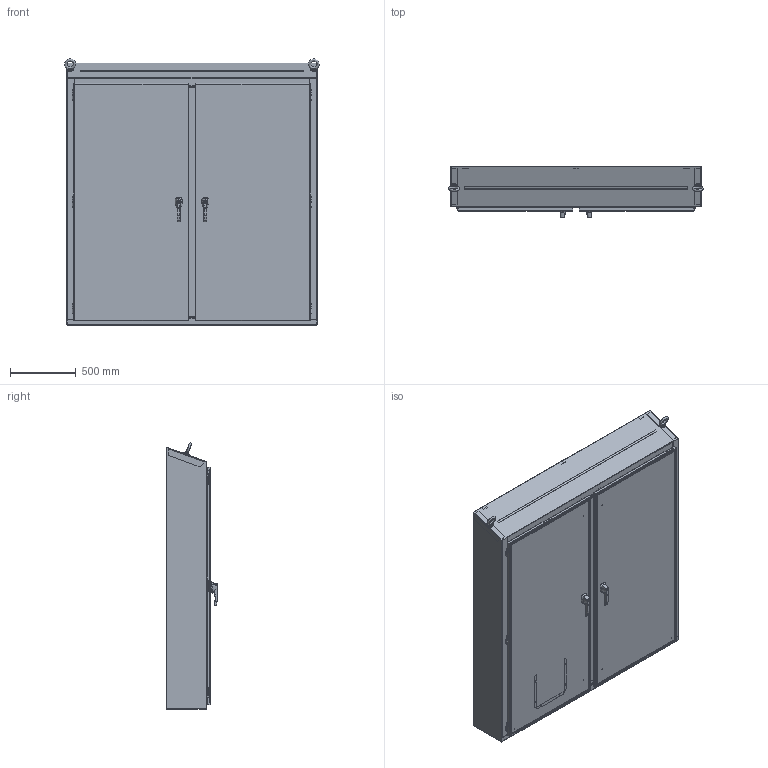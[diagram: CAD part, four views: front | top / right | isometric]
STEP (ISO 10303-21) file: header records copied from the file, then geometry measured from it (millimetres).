
FILE_DESCRIPTION (( 'STEP AP203' ), '1' );
FILE_NAME ('2STFS747512S16.step', '2020-11-12T20:05:42', ( 'ADC123' ), ( 'Microsoft' ), 'SwSTEP 2.0', 'SolidWorks 2019', '' );
FILE_SCHEMA (( 'CONFIG_CONTROL_DESIGN' ));
Length unit declared in the file: inch
Products named in the file (1): 2STFS747512S16
Bounding box: 1938.21 x 393.46 x 2026.65 mm (x, y, z)
Volume: 39564843.5 mm3; surface area: 30862781.5 mm2
Topology: 146 solids, 148 shells, 2404 faces, 5847 edges, 3754 vertices
Faces by surface type: plane 1417, cylinder 729, bspline 132, cone 126
Full cylindrical faces by diameter (mm): 4.394 x2, 4.976 x4, 4.978 x3, 5.105 x6, 5.893 x2, 5.918 x2, 6.248 x6, 6.35 x30, 6.528 x8, 7.112 x8, 7.137 x10, 7.442 x6, 7.805 x8, 7.937 x2, 7.938 x2, 7.95 x16, 8.128 x2, 8.255 x2, 8.331 x6, 8.433 x8, 8.484 x2, 8.89 x2, 9.398 x4, 9.525 x10, 9.906 x8, 10.49 x4, 11.176 x4, 11.303 x8, 12.827 x12, 12.852 x6
Entity records: 81946 total; most frequent: CARTESIAN_POINT 27590, ORIENTED_EDGE 10858, DIRECTION 10725, EDGE_CURVE 5429, AXIS2_PLACEMENT_3D 3743, VERTEX_POINT 3720, LINE 3239, VECTOR 3239
